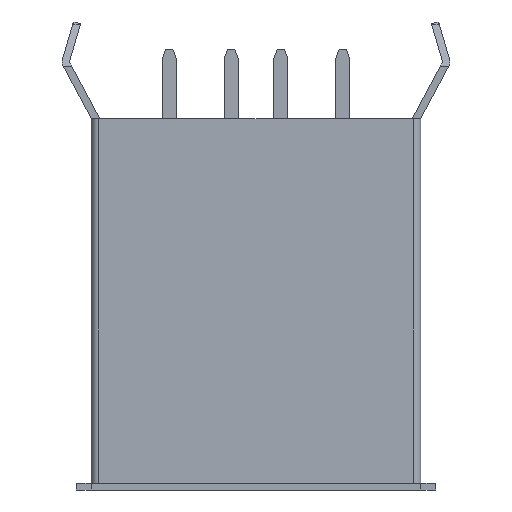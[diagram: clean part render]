
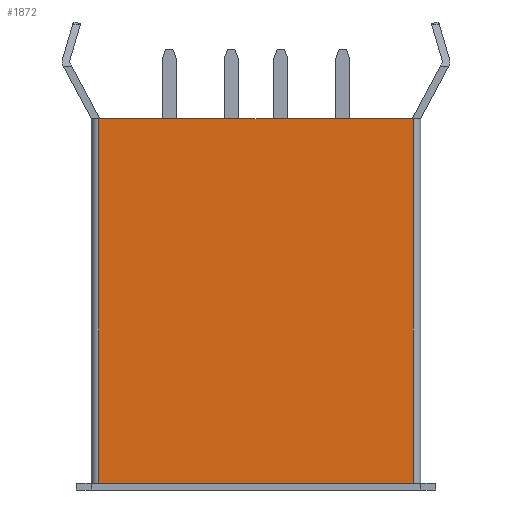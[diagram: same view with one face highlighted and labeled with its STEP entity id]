
A CAD part, front view. The second image highlights one B-rep face of the part: STEP entity #1872.
In plain terms, the highlighted planar face has unit normal (0, -1, 0).
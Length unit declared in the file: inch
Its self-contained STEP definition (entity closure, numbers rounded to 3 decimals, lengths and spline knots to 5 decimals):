
#128=FACE_OUTER_BOUND('',#240,.T.);
#240=EDGE_LOOP('',(#1405,#1406,#1407,#1408));
#373=LINE('',#2808,#593);
#399=LINE('',#2893,#619);
#437=LINE('',#2968,#657);
#438=LINE('',#2969,#658);
#593=VECTOR('',#2236,0.5);
#619=VECTOR('',#2304,0.5);
#657=VECTOR('',#2366,0.57992);
#658=VECTOR('',#2367,0.57992);
#812=VERTEX_POINT('',#2805);
#813=VERTEX_POINT('',#2807);
#850=VERTEX_POINT('',#2890);
#851=VERTEX_POINT('',#2892);
#1004=EDGE_CURVE('',#812,#813,#373,.T.);
#1050=EDGE_CURVE('',#850,#851,#399,.T.);
#1089=EDGE_CURVE('',#850,#813,#437,.T.);
#1090=EDGE_CURVE('',#812,#851,#438,.T.);
#1405=ORIENTED_EDGE('',*,*,#1050,.F.);
#1406=ORIENTED_EDGE('',*,*,#1089,.T.);
#1407=ORIENTED_EDGE('',*,*,#1004,.F.);
#1408=ORIENTED_EDGE('',*,*,#1090,.T.);
#1793=PLANE('',#2029);
#1872=ADVANCED_FACE('',(#128),#1793,.F.);
#2029=AXIS2_PLACEMENT_3D('',#2967,#2364,#2365);
#2236=DIRECTION('',(1.,0.,0.));
#2304=DIRECTION('',(-1.,0.,0.));
#2364=DIRECTION('center_axis',(0.,1.,0.));
#2365=DIRECTION('ref_axis',(0.,0.,1.));
#2366=DIRECTION('',(0.,0.,1.));
#2367=DIRECTION('',(0.,0.,-1.));
#2805=CARTESIAN_POINT('',(-0.25,-0.11654,0.59055));
#2807=CARTESIAN_POINT('',(0.25,-0.11654,0.59055));
#2808=CARTESIAN_POINT('',(-0.25,-0.11654,0.59055));
#2890=CARTESIAN_POINT('',(0.25,-0.11654,0.01063));
#2892=CARTESIAN_POINT('',(-0.25,-0.11654,0.01063));
#2893=CARTESIAN_POINT('',(0.25,-0.11654,0.01063));
#2967=CARTESIAN_POINT('Origin',(-0.26181,-0.11654,0.59055));
#2968=CARTESIAN_POINT('',(0.25,-0.11654,0.01063));
#2969=CARTESIAN_POINT('',(-0.25,-0.11654,0.59055));
